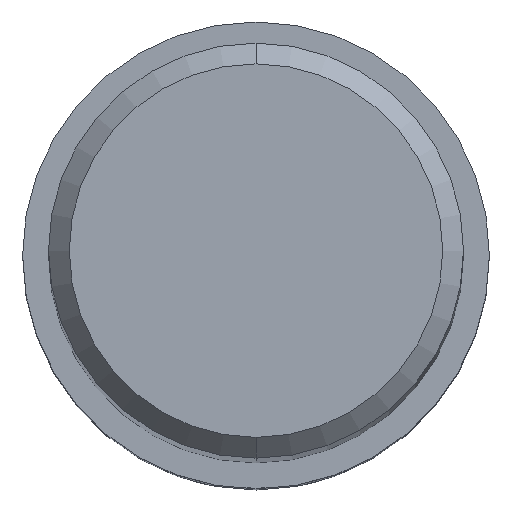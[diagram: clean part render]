
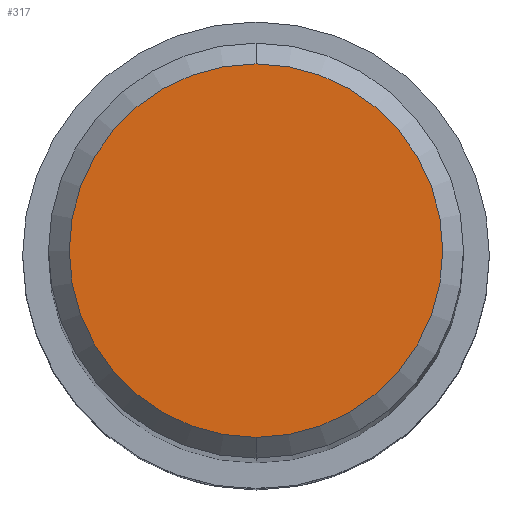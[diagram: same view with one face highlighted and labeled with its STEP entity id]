
A CAD part, top view. The second image highlights one B-rep face of the part: STEP entity #317.
In plain terms, the highlighted planar face has unit normal (0, 0, 1).
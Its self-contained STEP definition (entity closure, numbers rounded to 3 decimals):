
#227=EDGE_CURVE('',#241,#349,#534,.T.);
#233=EDGE_CURVE('',#349,#241,#540,.T.);
#241=VERTEX_POINT('',#550);
#317=ADVANCED_FACE('',(#631),#632,.T.);
#349=VERTEX_POINT('',#667);
#534=CIRCLE('',#915,7.2);
#540=CIRCLE('',#924,7.2);
#550=CARTESIAN_POINT('',(0.0,7.2,0.0));
#631=FACE_OUTER_BOUND('',#1117,.T.);
#632=PLANE('',#1118);
#667=CARTESIAN_POINT('',(0.,-7.2,0.0));
#915=AXIS2_PLACEMENT_3D('',#1552,#1553,#1554);
#924=AXIS2_PLACEMENT_3D('',#1556,#1557,#1558);
#1117=EDGE_LOOP('',(#1631,#1632));
#1118=AXIS2_PLACEMENT_3D('',#1633,#1634,#1635);
#1552=CARTESIAN_POINT('',(0.0,0.0,0.0));
#1553=DIRECTION('',(0.0,0.0,-1.0));
#1554=DIRECTION('',(0.0,1.0,0.0));
#1556=CARTESIAN_POINT('',(0.0,0.0,0.0));
#1557=DIRECTION('',(0.0,0.0,-1.0));
#1558=DIRECTION('',(0.0,1.0,0.0));
#1631=ORIENTED_EDGE('',*,*,#227,.F.);
#1632=ORIENTED_EDGE('',*,*,#233,.F.);
#1633=CARTESIAN_POINT('',(0.0,3.6,0.0));
#1634=DIRECTION('',(-0.0,0.0,1.0));
#1635=DIRECTION('',(0.0,-1.0,0.0));
